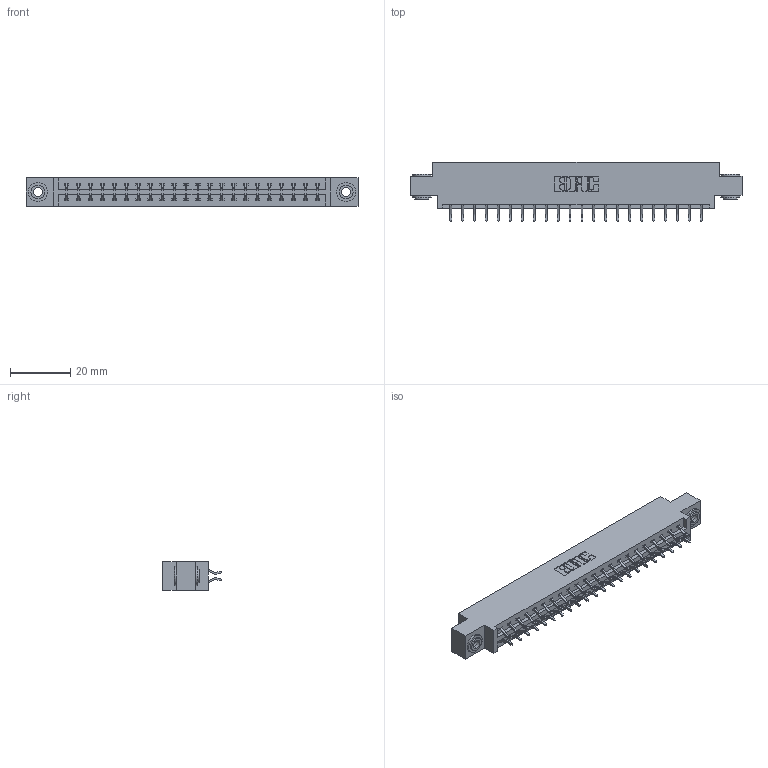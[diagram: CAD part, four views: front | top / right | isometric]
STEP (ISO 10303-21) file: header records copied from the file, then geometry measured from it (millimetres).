
FILE_DESCRIPTION (( 'STEP AP203' ), '1' );
FILE_NAME ('337-044-556-803.STEP', '2019-10-11T13:54:17', ( '' ), ( '' ), 'SwSTEP 2.0', 'SolidWorks 2016', '' );
FILE_SCHEMA (( 'CONFIG_CONTROL_DESIGN' ));
Length unit declared in the file: inch
Products named in the file (4): 345-250-002_345-250-002-102; 337 Part_0.170 Offset - 0.156 Dia-TH; 345-292-001_556 Tail; 337-044-556-803
Assembly tree (47 placements, depth 2):
  337-044-556-803
    337 Part_0.170 Offset - 0.156 Dia-TH
    345-292-001_556 Tail  x44
    345-250-002_345-250-002-102  x2
Bounding box: 110.19 x 19.57 x 9.4 mm (x, y, z)
Volume: 11246.1 mm3; surface area: 12805.3 mm2
Topology: 47 solids, 47 shells, 2796 faces, 8275 edges, 5454 vertices
Faces by surface type: plane 1932, cylinder 856, cone 8
Entity records: 20646 total; most frequent: CARTESIAN_POINT 3485, ORIENTED_EDGE 3402, DIRECTION 3023, EDGE_CURVE 1701, VECTOR 1541, LINE 1541, VERTEX_POINT 1130, AXIS2_PLACEMENT_3D 741
